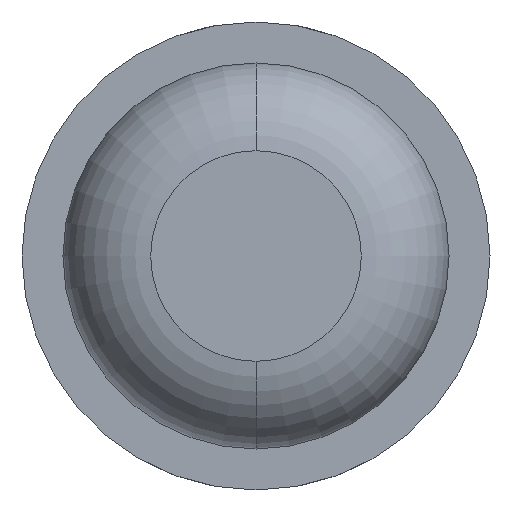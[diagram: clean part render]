
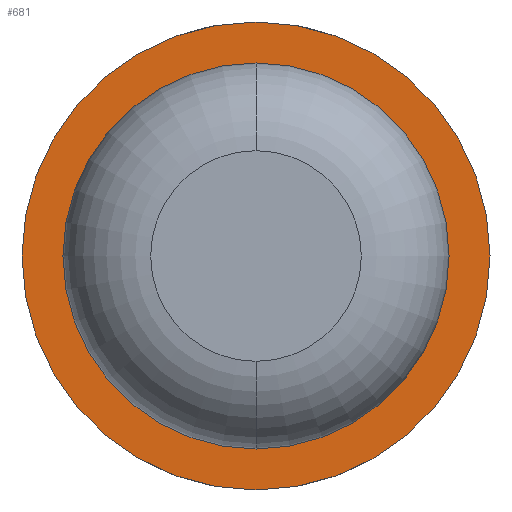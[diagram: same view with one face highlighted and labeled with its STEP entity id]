
A CAD part, front view. The second image highlights one B-rep face of the part: STEP entity #681.
In plain terms, the highlighted planar face has unit normal (0, -1, 0).
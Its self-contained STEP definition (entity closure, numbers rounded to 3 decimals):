
#1 = FACE_BOUND ( 'NONE', #2946, .T. ) ;
#132 = CARTESIAN_POINT ( 'NONE',  ( 0., -9., 0. ) ) ;
#160 = CARTESIAN_POINT ( 'NONE',  ( 0., -9., 0. ) ) ;
#169 = DIRECTION ( 'NONE',  ( -1., 0., 0. ) ) ;
#180 = ORIENTED_EDGE ( 'NONE', *, *, #1765, .T. ) ;
#334 = AXIS2_PLACEMENT_3D ( 'NONE', #2539, #1036, #753 ) ;
#421 = DIRECTION ( 'NONE',  ( 0., 1., 0. ) ) ;
#681 = ADVANCED_FACE ( 'Defeature ausgef�hrt1_4', ( #1557, #1 ), #2694, .F. ) ;
#753 = DIRECTION ( 'NONE',  ( -1., 0., 0. ) ) ;
#945 = VERTEX_POINT ( 'NONE', #1059 ) ;
#960 = DIRECTION ( 'NONE',  ( -1., 0., 0. ) ) ;
#1036 = DIRECTION ( 'NONE',  ( 0., 1., 0. ) ) ;
#1059 = CARTESIAN_POINT ( 'NONE',  ( 0., -9., 0.825 ) ) ;
#1095 = VERTEX_POINT ( 'NONE', #1558 ) ;
#1135 = VERTEX_POINT ( 'NONE', #1504 ) ;
#1202 = CARTESIAN_POINT ( 'NONE',  ( 0.825, -9., 0. ) ) ;
#1380 = EDGE_CURVE ( 'Defeature ausgef�hrt1_5+Defeature ausgef�hrt1_4+Defeature ausgef�hrt1_4+Defeature ausgef�hrt1_4', #1856, #1135, #2403, .T. ) ;
#1504 = CARTESIAN_POINT ( 'NONE',  ( -1., -9., 0. ) ) ;
#1557 = FACE_OUTER_BOUND ( 'NONE', #2885, .T. ) ;
#1558 = CARTESIAN_POINT ( 'NONE',  ( 0., -9., -0.825 ) ) ;
#1581 = AXIS2_PLACEMENT_3D ( 'NONE', #1202, #2711, #960 ) ;
#1593 = AXIS2_PLACEMENT_3D ( 'NONE', #160, #3522, #169 ) ;
#1765 = EDGE_CURVE ( 'Defeature ausgef�hrt1_4+Defeature ausgef�hrt1_0+Defeature ausgef�hrt1_0+Defeature ausgef�hrt1_0', #945, #1095, #3540, .T. ) ;
#1775 = CIRCLE ( 'NONE', #1593, 1. ) ;
#1856 = VERTEX_POINT ( 'NONE', #1977 ) ;
#1969 = DIRECTION ( 'NONE',  ( -1., 0., 0. ) ) ;
#1977 = CARTESIAN_POINT ( 'NONE',  ( 1., -9., 0. ) ) ;
#2083 = ORIENTED_EDGE ( 'NONE', *, *, #1380, .F. ) ;
#2104 = AXIS2_PLACEMENT_3D ( 'NONE', #2263, #3787, #1969 ) ;
#2263 = CARTESIAN_POINT ( 'NONE',  ( 0., -9., 0. ) ) ;
#2403 = CIRCLE ( 'NONE', #2104, 1. ) ;
#2459 = ORIENTED_EDGE ( 'NONE', *, *, #3779, .F. ) ;
#2534 = DIRECTION ( 'NONE',  ( -1., 0., 0. ) ) ;
#2539 = CARTESIAN_POINT ( 'NONE',  ( 0., -9., 0. ) ) ;
#2586 = EDGE_CURVE ( 'Defeature ausgef�hrt1_4+Defeature ausgef�hrt1_0+Defeature ausgef�hrt1_0+Defeature ausgef�hrt1_0', #1095, #945, #3063, .T. ) ;
#2694 = PLANE ( 'NONE',  #1581 ) ;
#2711 = DIRECTION ( 'NONE',  ( 0., 1., 0. ) ) ;
#2839 = ORIENTED_EDGE ( 'NONE', *, *, #2586, .T. ) ;
#2885 = EDGE_LOOP ( 'NONE', ( #2459, #2083 ) ) ;
#2946 = EDGE_LOOP ( 'NONE', ( #180, #2839 ) ) ;
#3063 = CIRCLE ( 'NONE', #3215, 0.825 ) ;
#3215 = AXIS2_PLACEMENT_3D ( 'NONE', #132, #421, #2534 ) ;
#3522 = DIRECTION ( 'NONE',  ( 0., 1., 0. ) ) ;
#3540 = CIRCLE ( 'NONE', #334, 0.825 ) ;
#3779 = EDGE_CURVE ( 'Defeature ausgef�hrt1_5+Defeature ausgef�hrt1_4+Defeature ausgef�hrt1_4+Defeature ausgef�hrt1_4', #1135, #1856, #1775, .T. ) ;
#3787 = DIRECTION ( 'NONE',  ( 0., 1., 0. ) ) ;
